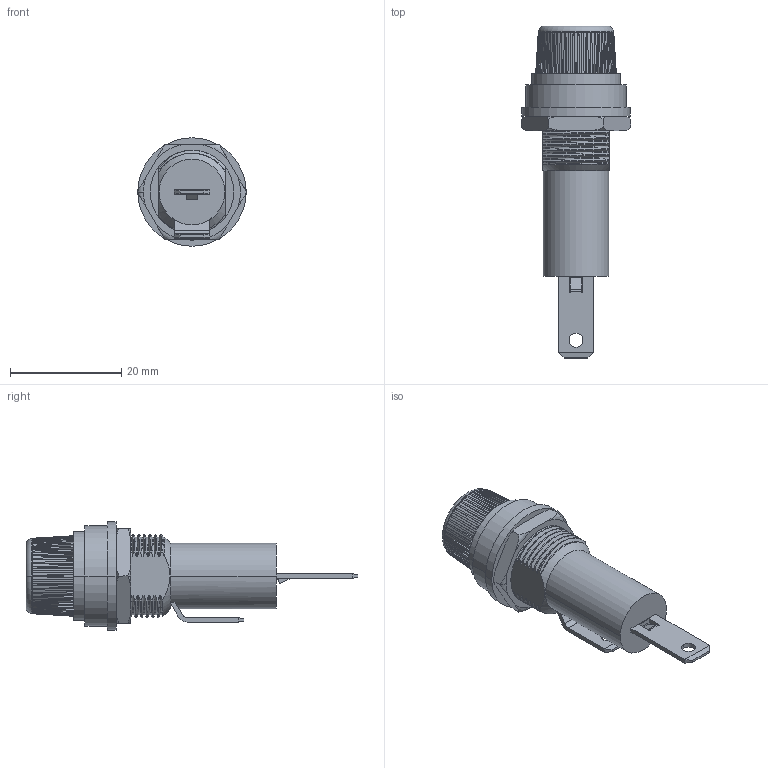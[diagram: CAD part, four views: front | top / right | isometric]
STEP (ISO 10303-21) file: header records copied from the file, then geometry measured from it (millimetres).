
FILE_DESCRIPTION (( 'STEP AP214' ), '1' );
FILE_NAME ('BF110.STEP', '2023-03-28T00:22:51', ( '' ), ( '' ), 'SwSTEP 2.0', 'SolidWorks 2021', '' );
FILE_SCHEMA (( 'AUTOMOTIVE_DESIGN' ));
Length unit declared in the file: millimetre
Products named in the file (1): BF110
Bounding box: 19.63 x 59.7 x 19.5 mm (x, y, z)
Volume: 6946.1 mm3; surface area: 3942.3 mm2
Topology: 10 solids, 10 shells, 529 faces, 1476 edges, 976 vertices
Faces by surface type: plane 251, cone 112, bspline 100, cylinder 50, torus 16
Entity records: 84573 total; most frequent: CARTESIAN_POINT 72093, ORIENTED_EDGE 2952, DIRECTION 2106, EDGE_CURVE 1476, VERTEX_POINT 976, AXIS2_PLACEMENT_3D 732, LINE 642, VECTOR 642
